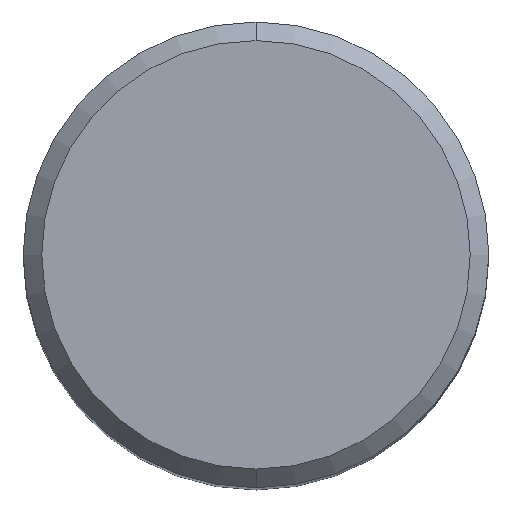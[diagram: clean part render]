
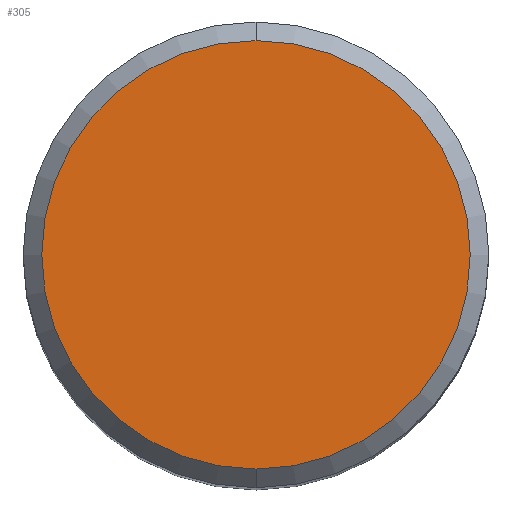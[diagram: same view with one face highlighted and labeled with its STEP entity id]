
A CAD part, top view. The second image highlights one B-rep face of the part: STEP entity #305.
In plain terms, the highlighted planar face has unit normal (0, 0, 1).
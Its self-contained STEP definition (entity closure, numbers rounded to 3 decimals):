
#215=VERTEX_POINT('',#516);
#305=ADVANCED_FACE('',(#616),#617,.T.);
#323=EDGE_CURVE('',#329,#215,#636,.T.);
#329=VERTEX_POINT('',#642);
#343=EDGE_CURVE('',#215,#329,#656,.T.);
#516=CARTESIAN_POINT('',(0.,-11.5,69.67));
#616=FACE_OUTER_BOUND('',#1056,.T.);
#617=PLANE('',#1057);
#636=CIRCLE('',#1101,11.5);
#642=CARTESIAN_POINT('',(0.0,11.5,69.67));
#656=CIRCLE('',#1153,11.5);
#1056=EDGE_LOOP('',(#1634,#1635));
#1057=AXIS2_PLACEMENT_3D('',#1636,#1637,#1638);
#1101=AXIS2_PLACEMENT_3D('',#1654,#1655,#1656);
#1153=AXIS2_PLACEMENT_3D('',#1659,#1660,#1661);
#1634=ORIENTED_EDGE('',*,*,#323,.F.);
#1635=ORIENTED_EDGE('',*,*,#343,.F.);
#1636=CARTESIAN_POINT('',(0.0,5.75,69.67));
#1637=DIRECTION('',(-0.0,0.0,1.0));
#1638=DIRECTION('',(0.0,-1.0,0.0));
#1654=CARTESIAN_POINT('',(0.0,0.0,69.67));
#1655=DIRECTION('',(0.0,0.0,-1.0));
#1656=DIRECTION('',(0.0,1.0,0.0));
#1659=CARTESIAN_POINT('',(0.0,0.0,69.67));
#1660=DIRECTION('',(0.0,0.0,-1.0));
#1661=DIRECTION('',(0.0,1.0,0.0));
